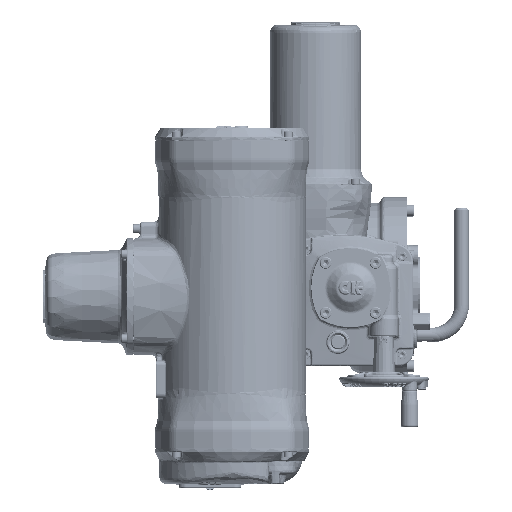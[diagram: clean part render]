
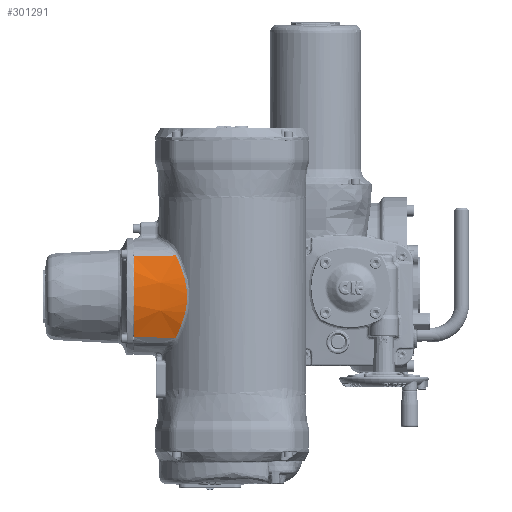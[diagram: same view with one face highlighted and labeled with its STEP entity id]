
A CAD part, top view. The second image highlights one B-rep face of the part: STEP entity #301291.
In plain terms, the highlighted conical face has half-angle 1 degrees and reference radius 107.4 mm.
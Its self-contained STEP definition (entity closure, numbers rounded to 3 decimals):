
#7307=CONICAL_SURFACE('',#316503,107.4,0.017);
#12892=B_SPLINE_CURVE_WITH_KNOTS('',3,(#474393,#474394,#474395,#474396),
 .UNSPECIFIED.,.F.,.F.,(4,4),(0.002,0.049),
 .UNSPECIFIED.);
#12893=B_SPLINE_CURVE_WITH_KNOTS('',3,(#474398,#474399,#474400,#474401,
#474402,#474403,#474404,#474405,#474406,#474407,#474408,#474409,#474410,
#474411,#474412,#474413,#474414,#474415,#474416,#474417,#474418,#474419,
#474420,#474421,#474422,#474423,#474424,#474425,#474426,#474427,#474428,
#474429,#474430,#474431,#474432,#474433,#474434,#474435,#474436,#474437,
#474438,#474439,#474440,#474441,#474442,#474443,#474444,#474445,#474446,
#474447,#474448,#474449,#474450,#474451,#474452,#474453,#474454,#474455,
#474456,#474457,#474458,#474459,#474460,#474461,#474462,#474463,#474464,
#474465,#474466,#474467,#474468,#474469),.UNSPECIFIED.,.F.,.F.,(4,1,1,1,
1,1,1,1,1,1,1,1,1,1,1,1,1,1,1,1,1,1,1,1,1,1,1,1,1,1,1,1,1,1,1,1,1,1,1,1,
1,1,1,1,1,1,1,1,1,1,1,1,1,1,1,1,1,1,1,1,1,1,1,1,1,1,1,1,1,4),(0.,0.031,
0.063,0.078,0.094,0.109,0.117,0.121,0.125,0.129,
0.133,0.141,0.156,0.172,0.188,0.219,0.234,0.242,0.246,
0.25,0.254,0.258,0.266,0.281,0.313,0.344,0.359,0.367,
0.375,0.383,0.391,0.406,0.438,0.469,0.5,0.531,0.563,0.594,
0.609,0.617,0.625,0.633,0.641,0.656,0.688,0.703,0.719,
0.734,0.742,0.746,0.75,0.754,0.758,0.766,0.781,
0.813,0.828,0.844,0.859,0.867,0.871,0.875,0.879,
0.883,0.891,0.906,0.922,0.938,0.969,1.),.UNSPECIFIED.);
#12894=B_SPLINE_CURVE_WITH_KNOTS('',3,(#474471,#474472,#474473,#474474),
 .UNSPECIFIED.,.F.,.F.,(4,4),(0.003,0.049),
 .UNSPECIFIED.);
#70264=ORIENTED_EDGE('',*,*,#121434,.F.);
#70265=ORIENTED_EDGE('',*,*,#121435,.T.);
#70266=ORIENTED_EDGE('',*,*,#121436,.T.);
#70267=ORIENTED_EDGE('',*,*,#121437,.T.);
#121434=EDGE_CURVE('',#148339,#148340,#163229,.T.);
#121435=EDGE_CURVE('',#148339,#148341,#12892,.T.);
#121436=EDGE_CURVE('',#148341,#148342,#12893,.T.);
#121437=EDGE_CURVE('',#148342,#148340,#12894,.T.);
#148339=VERTEX_POINT('',#474391);
#148340=VERTEX_POINT('',#474392);
#148341=VERTEX_POINT('',#474397);
#148342=VERTEX_POINT('',#474470);
#163229=CIRCLE('',#316504,107.44);
#172079=EDGE_LOOP('',(#70264,#70265,#70266,#70267));
#187020=FACE_BOUND('',#172079,.T.);
#301291=ADVANCED_FACE('',(#187020),#7307,.T.);
#316503=AXIS2_PLACEMENT_3D('',#474389,#344470,#344471);
#316504=AXIS2_PLACEMENT_3D('',#474390,#344472,#344473);
#344470=DIRECTION('',(1.,0.,0.));
#344471=DIRECTION('',(0.,-1.,0.));
#344472=DIRECTION('',(-1.,0.,0.));
#344473=DIRECTION('',(0.,-1.,0.));
#474389=CARTESIAN_POINT('',(-241.867,-9.996,160.377));
#474390=CARTESIAN_POINT('',(-239.567,-9.996,160.377));
#474391=CARTESIAN_POINT('',(-239.567,-54.81,258.025));
#474392=CARTESIAN_POINT('',(-239.567,34.818,258.025));
#474393=CARTESIAN_POINT('',(-239.567,-54.81,258.025));
#474394=CARTESIAN_POINT('',(-224.114,-55.035,258.219));
#474395=CARTESIAN_POINT('',(-208.661,-55.258,258.413));
#474396=CARTESIAN_POINT('',(-193.207,-55.482,258.606));
#474397=CARTESIAN_POINT('',(-193.207,-55.482,258.606));
#474398=CARTESIAN_POINT('',(-193.207,-55.482,258.606));
#474399=CARTESIAN_POINT('',(-192.742,-54.5,259.07));
#474400=CARTESIAN_POINT('',(-191.849,-52.584,259.938));
#474401=CARTESIAN_POINT('',(-190.832,-50.323,260.887));
#474402=CARTESIAN_POINT('',(-190.076,-48.596,261.572));
#474403=CARTESIAN_POINT('',(-189.54,-47.346,262.05));
#474404=CARTESIAN_POINT('',(-189.115,-46.336,262.422));
#474405=CARTESIAN_POINT('',(-188.834,-45.657,262.665));
#474406=CARTESIAN_POINT('',(-188.672,-45.261,262.805));
#474407=CARTESIAN_POINT('',(-188.568,-45.006,262.895));
#474408=CARTESIAN_POINT('',(-188.404,-44.603,263.034));
#474409=CARTESIAN_POINT('',(-188.21,-44.12,263.2));
#474410=CARTESIAN_POINT('',(-187.866,-43.255,263.491));
#474411=CARTESIAN_POINT('',(-187.396,-42.046,263.883));
#474412=CARTESIAN_POINT('',(-186.857,-40.614,264.325));
#474413=CARTESIAN_POINT('',(-186.174,-38.739,264.876));
#474414=CARTESIAN_POINT('',(-185.545,-36.915,265.371));
#474415=CARTESIAN_POINT('',(-185.039,-35.36,265.761));
#474416=CARTESIAN_POINT('',(-184.8,-34.6,265.944));
#474417=CARTESIAN_POINT('',(-184.664,-34.16,266.048));
#474418=CARTESIAN_POINT('',(-184.571,-33.858,266.118));
#474419=CARTESIAN_POINT('',(-184.449,-33.456,266.211));
#474420=CARTESIAN_POINT('',(-184.3,-32.956,266.323));
#474421=CARTESIAN_POINT('',(-184.041,-32.068,266.518));
#474422=CARTESIAN_POINT('',(-183.551,-30.315,266.882));
#474423=CARTESIAN_POINT('',(-182.922,-27.843,267.341));
#474424=CARTESIAN_POINT('',(-182.39,-25.421,267.72));
#474425=CARTESIAN_POINT('',(-182.07,-23.761,267.946));
#474426=CARTESIAN_POINT('',(-181.899,-22.809,268.065));
#474427=CARTESIAN_POINT('',(-181.784,-22.132,268.146));
#474428=CARTESIAN_POINT('',(-181.656,-21.336,268.235));
#474429=CARTESIAN_POINT('',(-181.504,-20.318,268.341));
#474430=CARTESIAN_POINT('',(-181.262,-18.52,268.508));
#474431=CARTESIAN_POINT('',(-180.997,-15.973,268.689));
#474432=CARTESIAN_POINT('',(-180.808,-12.933,268.817));
#474433=CARTESIAN_POINT('',(-180.746,-9.913,268.858));
#474434=CARTESIAN_POINT('',(-180.812,-6.932,268.813));
#474435=CARTESIAN_POINT('',(-181.006,-3.907,268.683));
#474436=CARTESIAN_POINT('',(-181.272,-1.376,268.5));
#474437=CARTESIAN_POINT('',(-181.516,0.413,268.332));
#474438=CARTESIAN_POINT('',(-181.669,1.426,268.226));
#474439=CARTESIAN_POINT('',(-181.797,2.217,268.137));
#474440=CARTESIAN_POINT('',(-181.913,2.895,268.055));
#474441=CARTESIAN_POINT('',(-182.085,3.846,267.936));
#474442=CARTESIAN_POINT('',(-182.407,5.507,267.709));
#474443=CARTESIAN_POINT('',(-182.836,7.448,267.403));
#474444=CARTESIAN_POINT('',(-183.323,9.42,267.05));
#474445=CARTESIAN_POINT('',(-183.718,10.917,266.76));
#474446=CARTESIAN_POINT('',(-184.07,12.174,266.497));
#474447=CARTESIAN_POINT('',(-184.332,13.067,266.3));
#474448=CARTESIAN_POINT('',(-184.481,13.569,266.187));
#474449=CARTESIAN_POINT('',(-184.605,13.976,266.093));
#474450=CARTESIAN_POINT('',(-184.696,14.272,266.024));
#474451=CARTESIAN_POINT('',(-184.831,14.709,265.92));
#474452=CARTESIAN_POINT('',(-185.068,15.461,265.738));
#474453=CARTESIAN_POINT('',(-185.57,17.002,265.35));
#474454=CARTESIAN_POINT('',(-186.196,18.812,264.857));
#474455=CARTESIAN_POINT('',(-186.876,20.676,264.309));
#474456=CARTESIAN_POINT('',(-187.413,22.1,263.868));
#474457=CARTESIAN_POINT('',(-187.881,23.302,263.478));
#474458=CARTESIAN_POINT('',(-188.224,24.163,263.188));
#474459=CARTESIAN_POINT('',(-188.418,24.645,263.023));
#474460=CARTESIAN_POINT('',(-188.581,25.045,262.883));
#474461=CARTESIAN_POINT('',(-188.686,25.302,262.793));
#474462=CARTESIAN_POINT('',(-188.848,25.699,262.653));
#474463=CARTESIAN_POINT('',(-189.13,26.379,262.409));
#474464=CARTESIAN_POINT('',(-189.556,27.39,262.036));
#474465=CARTESIAN_POINT('',(-190.092,28.64,261.558));
#474466=CARTESIAN_POINT('',(-190.846,30.362,260.874));
#474467=CARTESIAN_POINT('',(-191.859,32.613,259.929));
#474468=CARTESIAN_POINT('',(-192.745,34.515,259.066));
#474469=CARTESIAN_POINT('',(-193.207,35.49,258.606));
#474470=CARTESIAN_POINT('',(-193.207,35.49,258.606));
#474471=CARTESIAN_POINT('',(-193.207,35.49,258.606));
#474472=CARTESIAN_POINT('',(-208.661,35.266,258.413));
#474473=CARTESIAN_POINT('',(-224.114,35.042,258.219));
#474474=CARTESIAN_POINT('',(-239.567,34.818,258.025));
